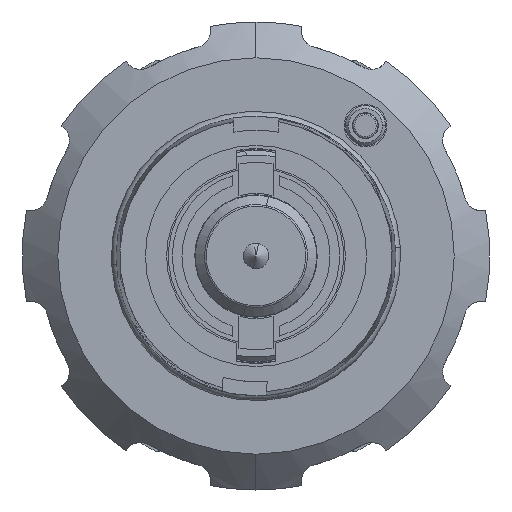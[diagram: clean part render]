
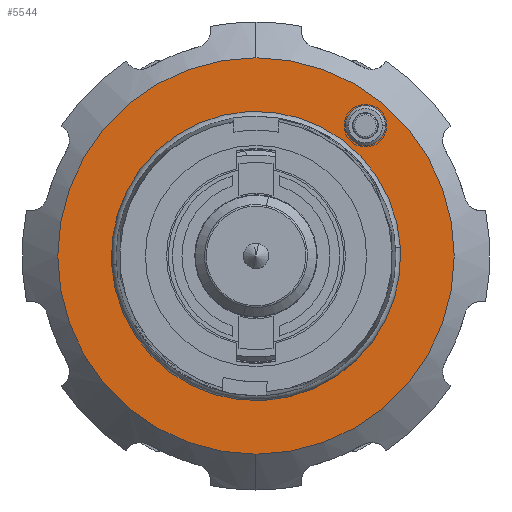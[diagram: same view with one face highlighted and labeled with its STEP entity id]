
A CAD part, front view. The second image highlights one B-rep face of the part: STEP entity #5544.
In plain terms, the highlighted planar face has unit normal (0, -1, 0).
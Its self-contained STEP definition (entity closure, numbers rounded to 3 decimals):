
#239 = CARTESIAN_POINT ( 'NONE',  ( 0., -99.45, 0. ) ) ;
#602 = CARTESIAN_POINT ( 'NONE',  ( 0., -99.45, 0. ) ) ;
#987 = VERTEX_POINT ( 'NONE', #2766 ) ;
#997 = VERTEX_POINT ( 'NONE', #4517 ) ;
#1097 = CARTESIAN_POINT ( 'NONE',  ( -16.5, -99.45, 0. ) ) ;
#1202 = EDGE_LOOP ( 'NONE', ( #8732, #2872 ) ) ;
#1241 = EDGE_LOOP ( 'NONE', ( #2970, #4369 ) ) ;
#2049 = DIRECTION ( 'NONE',  ( 0., 1., 0. ) ) ;
#2113 = EDGE_CURVE ( 'NONE', #5536, #997, #7545, .T. ) ;
#2709 = DIRECTION ( 'NONE',  ( 0., 0., -1. ) ) ;
#2766 = CARTESIAN_POINT ( 'NONE',  ( 0., -99.45, 16.5 ) ) ;
#2789 = CARTESIAN_POINT ( 'NONE',  ( 0., -99.45, 0. ) ) ;
#2872 = ORIENTED_EDGE ( 'NONE', *, *, #4524, .T. ) ;
#2970 = ORIENTED_EDGE ( 'NONE', *, *, #4417, .F. ) ;
#2996 = VERTEX_POINT ( 'NONE', #3624 ) ;
#3512 = DIRECTION ( 'NONE',  ( 0., -1., 0. ) ) ;
#3624 = CARTESIAN_POINT ( 'NONE',  ( 12.856, -99.45, 12.971 ) ) ;
#3637 = DIRECTION ( 'NONE',  ( 0., -1., 0. ) ) ;
#3657 = DIRECTION ( 'NONE',  ( 0., 0., -1. ) ) ;
#3665 = EDGE_CURVE ( 'NONE', #9199, #987, #6689, .T. ) ;
#3706 = AXIS2_PLACEMENT_3D ( 'NONE', #3782, #7244, #4705 ) ;
#3782 = CARTESIAN_POINT ( 'NONE',  ( 12.856, -99.45, 15.321 ) ) ;
#3880 = FACE_BOUND ( 'NONE', #1241, .T. ) ;
#4153 = DIRECTION ( 'NONE',  ( 0., 0., -1. ) ) ;
#4369 = ORIENTED_EDGE ( 'NONE', *, *, #8488, .F. ) ;
#4417 = EDGE_CURVE ( 'NONE', #6270, #2996, #6801, .T. ) ;
#4517 = CARTESIAN_POINT ( 'NONE',  ( 0., -99.45, 23.3 ) ) ;
#4524 = EDGE_CURVE ( 'NONE', #987, #9199, #11079, .T. ) ;
#4621 = ORIENTED_EDGE ( 'NONE', *, *, #9123, .F. ) ;
#4705 = DIRECTION ( 'NONE',  ( 0., 0., 1. ) ) ;
#4737 = ORIENTED_EDGE ( 'NONE', *, *, #2113, .F. ) ;
#5256 = DIRECTION ( 'NONE',  ( 0., 0., 1. ) ) ;
#5382 = EDGE_LOOP ( 'NONE', ( #4737, #4621 ) ) ;
#5510 = CARTESIAN_POINT ( 'NONE',  ( 12.856, -99.45, 17.671 ) ) ;
#5536 = VERTEX_POINT ( 'NONE', #6860 ) ;
#5544 = ADVANCED_FACE ( 'NONE', ( #10045, #3880, #9500 ), #9614, .T. ) ;
#5676 = AXIS2_PLACEMENT_3D ( 'NONE', #6092, #3512, #5256 ) ;
#5749 = DIRECTION ( 'NONE',  ( 0., 0., -1. ) ) ;
#6092 = CARTESIAN_POINT ( 'NONE',  ( 12.856, -99.45, 15.321 ) ) ;
#6154 = AXIS2_PLACEMENT_3D ( 'NONE', #1097, #3637, #9650 ) ;
#6270 = VERTEX_POINT ( 'NONE', #5510 ) ;
#6619 = DIRECTION ( 'NONE',  ( 0., 1., 0. ) ) ;
#6689 = CIRCLE ( 'NONE', #8650, 16.5 ) ;
#6801 = CIRCLE ( 'NONE', #5676, 2.35 ) ;
#6860 = CARTESIAN_POINT ( 'NONE',  ( 0., -99.45, -23.3 ) ) ;
#6966 = AXIS2_PLACEMENT_3D ( 'NONE', #8274, #8385, #4153 ) ;
#7183 = CIRCLE ( 'NONE', #3706, 2.35 ) ;
#7244 = DIRECTION ( 'NONE',  ( 0., -1., 0. ) ) ;
#7545 = CIRCLE ( 'NONE', #10593, 23.3 ) ;
#8061 = CARTESIAN_POINT ( 'NONE',  ( 0., -99.45, -16.5 ) ) ;
#8274 = CARTESIAN_POINT ( 'NONE',  ( 0., -99.45, 0. ) ) ;
#8385 = DIRECTION ( 'NONE',  ( 0., 1., 0. ) ) ;
#8488 = EDGE_CURVE ( 'NONE', #2996, #6270, #7183, .T. ) ;
#8650 = AXIS2_PLACEMENT_3D ( 'NONE', #602, #6619, #5749 ) ;
#8732 = ORIENTED_EDGE ( 'NONE', *, *, #3665, .T. ) ;
#8790 = AXIS2_PLACEMENT_3D ( 'NONE', #239, #10519, #2709 ) ;
#9123 = EDGE_CURVE ( 'NONE', #997, #5536, #9714, .T. ) ;
#9199 = VERTEX_POINT ( 'NONE', #8061 ) ;
#9500 = FACE_BOUND ( 'NONE', #1202, .T. ) ;
#9614 = PLANE ( 'NONE',  #6154 ) ;
#9650 = DIRECTION ( 'NONE',  ( -1., 0., 0. ) ) ;
#9714 = CIRCLE ( 'NONE', #8790, 23.3 ) ;
#10045 = FACE_OUTER_BOUND ( 'NONE', #5382, .T. ) ;
#10519 = DIRECTION ( 'NONE',  ( 0., 1., 0. ) ) ;
#10593 = AXIS2_PLACEMENT_3D ( 'NONE', #2789, #2049, #3657 ) ;
#11079 = CIRCLE ( 'NONE', #6966, 16.5 ) ;
